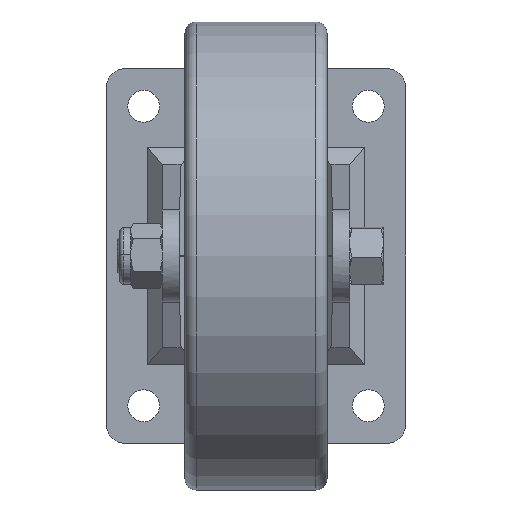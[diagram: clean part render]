
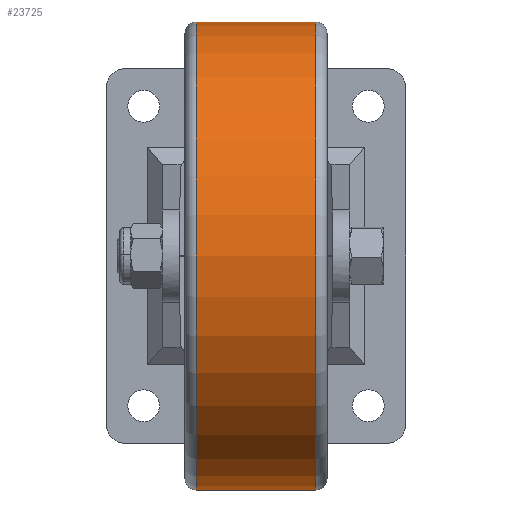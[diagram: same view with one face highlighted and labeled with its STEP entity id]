
A CAD part, front view. The second image highlights one B-rep face of the part: STEP entity #23725.
In plain terms, the highlighted cylindrical face has radius 125 mm (diameter 250 mm), a partial arc.
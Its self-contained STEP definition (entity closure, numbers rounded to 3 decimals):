
#754 = AXIS2_PLACEMENT_3D ( 'NONE', #8650, #14931, #16908 ) ;
#1257 = CARTESIAN_POINT ( 'NONE',  ( -132.577, 0., -125. ) ) ;
#1829 = VERTEX_POINT ( 'NONE', #5444 ) ;
#2421 = EDGE_LOOP ( 'NONE', ( #12729, #8404, #24328, #22723 ) ) ;
#3176 = EDGE_CURVE ( 'NONE', #13149, #14396, #14226, .T. ) ;
#4069 = CARTESIAN_POINT ( 'NONE',  ( -32., 0., -125. ) ) ;
#5304 = DIRECTION ( 'NONE',  ( -1., 0., 0. ) ) ;
#5444 = CARTESIAN_POINT ( 'NONE',  ( 32., 0., 125. ) ) ;
#6130 = VECTOR ( 'NONE', #6487, 1000. ) ;
#6487 = DIRECTION ( 'NONE',  ( -1., 0., 0. ) ) ;
#6878 = CIRCLE ( 'NONE', #9411, 125. ) ;
#7992 = CARTESIAN_POINT ( 'NONE',  ( 32., 0., -125. ) ) ;
#8404 = ORIENTED_EDGE ( 'NONE', *, *, #19280, .T. ) ;
#8650 = CARTESIAN_POINT ( 'NONE',  ( -32., 0., 0. ) ) ;
#8971 = DIRECTION ( 'NONE',  ( 0., 0., 1. ) ) ;
#9411 = AXIS2_PLACEMENT_3D ( 'NONE', #21226, #14807, #8971 ) ;
#9448 = AXIS2_PLACEMENT_3D ( 'NONE', #12027, #15931, #26206 ) ;
#9483 = VERTEX_POINT ( 'NONE', #7992 ) ;
#10713 = LINE ( 'NONE', #1257, #25951 ) ;
#11525 = LINE ( 'NONE', #24651, #6130 ) ;
#11944 = CARTESIAN_POINT ( 'NONE',  ( -32., 0., 125. ) ) ;
#12027 = CARTESIAN_POINT ( 'NONE',  ( -132.577, 0., 0. ) ) ;
#12729 = ORIENTED_EDGE ( 'NONE', *, *, #15853, .F. ) ;
#13149 = VERTEX_POINT ( 'NONE', #4069 ) ;
#14226 = CIRCLE ( 'NONE', #754, 125. ) ;
#14396 = VERTEX_POINT ( 'NONE', #11944 ) ;
#14807 = DIRECTION ( 'NONE',  ( -1., 0., 0. ) ) ;
#14931 = DIRECTION ( 'NONE',  ( -1., 0., 0. ) ) ;
#15853 = EDGE_CURVE ( 'NONE', #9483, #13149, #10713, .T. ) ;
#15931 = DIRECTION ( 'NONE',  ( -1., 0., 0. ) ) ;
#16908 = DIRECTION ( 'NONE',  ( 0., 0., 1. ) ) ;
#17299 = FACE_OUTER_BOUND ( 'NONE', #2421, .T. ) ;
#19280 = EDGE_CURVE ( 'NONE', #9483, #1829, #6878, .T. ) ;
#20764 = CYLINDRICAL_SURFACE ( 'NONE', #9448, 125. ) ;
#21226 = CARTESIAN_POINT ( 'NONE',  ( 32., 0., 0. ) ) ;
#22151 = EDGE_CURVE ( 'NONE', #1829, #14396, #11525, .T. ) ;
#22723 = ORIENTED_EDGE ( 'NONE', *, *, #3176, .F. ) ;
#23725 = ADVANCED_FACE ( 'NONE', ( #17299 ), #20764, .T. ) ;
#24328 = ORIENTED_EDGE ( 'NONE', *, *, #22151, .T. ) ;
#24651 = CARTESIAN_POINT ( 'NONE',  ( -132.577, 0., 125. ) ) ;
#25951 = VECTOR ( 'NONE', #5304, 1000. ) ;
#26206 = DIRECTION ( 'NONE',  ( 0., 0., 1. ) ) ;
